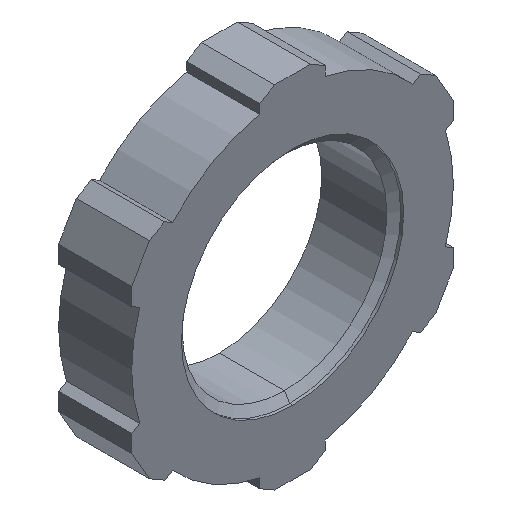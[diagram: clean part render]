
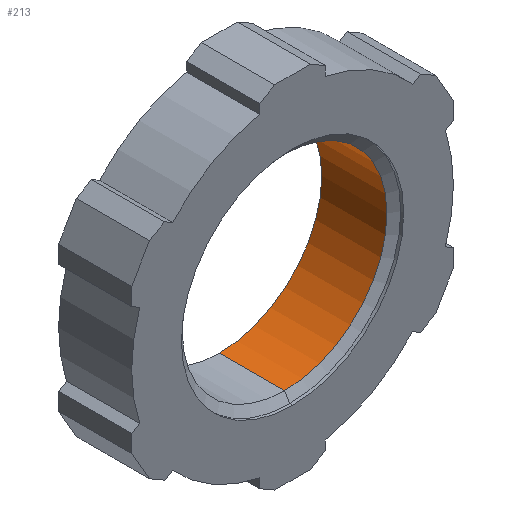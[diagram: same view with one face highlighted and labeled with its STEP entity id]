
A CAD part, isometric view. The second image highlights one B-rep face of the part: STEP entity #213.
In plain terms, the highlighted cylindrical face has radius 7 mm (diameter 14 mm), a partial arc.
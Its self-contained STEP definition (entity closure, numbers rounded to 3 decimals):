
#11 = DIRECTION ( 'NONE',  ( 0., 0., 1. ) ) ;
#81 = CIRCLE ( 'NONE', #231, 7. ) ;
#102 = EDGE_CURVE ( 'NONE', #492, #817, #81, .T. ) ;
#182 = VERTEX_POINT ( 'NONE', #805 ) ;
#213 = ADVANCED_FACE ( 'NONE', ( #688 ), #954, .F. ) ;
#231 = AXIS2_PLACEMENT_3D ( 'NONE', #585, #1360, #681 ) ;
#275 = DIRECTION ( 'NONE',  ( 0., 1., 0. ) ) ;
#282 = ORIENTED_EDGE ( 'NONE', *, *, #408, .T. ) ;
#393 = ORIENTED_EDGE ( 'NONE', *, *, #1358, .T. ) ;
#408 = EDGE_CURVE ( 'NONE', #817, #924, #1404, .T. ) ;
#437 = AXIS2_PLACEMENT_3D ( 'NONE', #1349, #674, #11 ) ;
#492 = VERTEX_POINT ( 'NONE', #1395 ) ;
#497 = ORIENTED_EDGE ( 'NONE', *, *, #102, .T. ) ;
#585 = CARTESIAN_POINT ( 'NONE',  ( 0., 0.546, 0. ) ) ;
#673 = DIRECTION ( 'NONE',  ( 0., 1., 0. ) ) ;
#674 = DIRECTION ( 'NONE',  ( 0., 1., 0. ) ) ;
#681 = DIRECTION ( 'NONE',  ( 0., 0., -1. ) ) ;
#688 = FACE_OUTER_BOUND ( 'NONE', #1019, .T. ) ;
#704 = DIRECTION ( 'NONE',  ( 0., 0., 1. ) ) ;
#801 = VECTOR ( 'NONE', #964, 1000. ) ;
#805 = CARTESIAN_POINT ( 'NONE',  ( 0., 5., -7. ) ) ;
#817 = VERTEX_POINT ( 'NONE', #1341 ) ;
#845 = EDGE_CURVE ( 'NONE', #492, #182, #1054, .T. ) ;
#851 = CARTESIAN_POINT ( 'NONE',  ( 0., 5., 7. ) ) ;
#882 = AXIS2_PLACEMENT_3D ( 'NONE', #1383, #275, #704 ) ;
#916 = CIRCLE ( 'NONE', #437, 7. ) ;
#924 = VERTEX_POINT ( 'NONE', #1023 ) ;
#954 = CYLINDRICAL_SURFACE ( 'NONE', #882, 7. ) ;
#964 = DIRECTION ( 'NONE',  ( 0., 1., 0. ) ) ;
#1019 = EDGE_LOOP ( 'NONE', ( #1097, #497, #282, #393 ) ) ;
#1023 = CARTESIAN_POINT ( 'NONE',  ( 0., 5., 7. ) ) ;
#1054 = LINE ( 'NONE', #1233, #1314 ) ;
#1097 = ORIENTED_EDGE ( 'NONE', *, *, #845, .F. ) ;
#1233 = CARTESIAN_POINT ( 'NONE',  ( 0., 5., -7. ) ) ;
#1314 = VECTOR ( 'NONE', #673, 1000. ) ;
#1341 = CARTESIAN_POINT ( 'NONE',  ( 0., 0.546, 7. ) ) ;
#1349 = CARTESIAN_POINT ( 'NONE',  ( 0., 5., 0. ) ) ;
#1358 = EDGE_CURVE ( 'NONE', #924, #182, #916, .T. ) ;
#1360 = DIRECTION ( 'NONE',  ( 0., -1., 0. ) ) ;
#1383 = CARTESIAN_POINT ( 'NONE',  ( 0., 5., 0. ) ) ;
#1395 = CARTESIAN_POINT ( 'NONE',  ( 0., 0.546, -7. ) ) ;
#1404 = LINE ( 'NONE', #851, #801 ) ;
